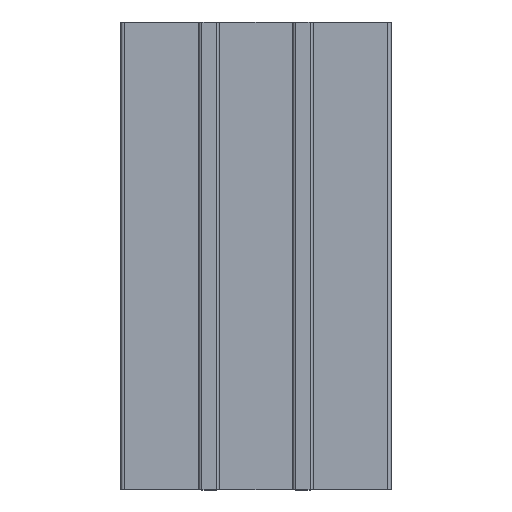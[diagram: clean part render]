
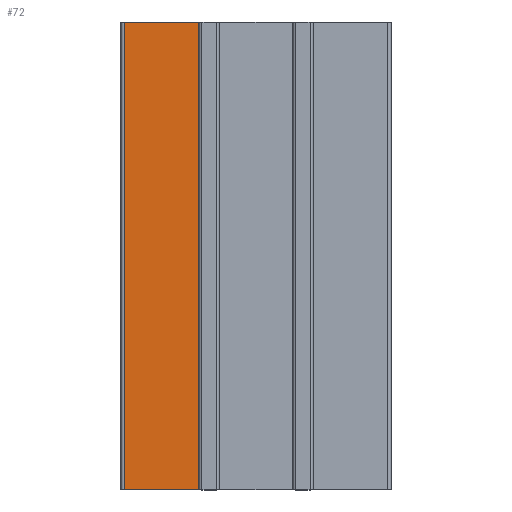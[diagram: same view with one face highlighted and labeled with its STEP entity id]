
A CAD part, top view. The second image highlights one B-rep face of the part: STEP entity #72.
In plain terms, the highlighted planar face has unit normal (0, 0, 1).
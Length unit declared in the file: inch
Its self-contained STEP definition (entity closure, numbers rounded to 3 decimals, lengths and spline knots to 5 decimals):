
#33=CARTESIAN_POINT('',(-0.6975,-2.97,0.2425));
#34=VERTEX_POINT('',#33);
#35=CARTESIAN_POINT('',(-0.6975,3.03,0.2425));
#36=VERTEX_POINT('',#35);
#37=CARTESIAN_POINT('',(-0.6975,0.03,0.2425));
#38=DIRECTION('',(0.0,1.0,-0.0));
#39=VECTOR('',#38,1.0);
#40=LINE('',#37,#39);
#41=EDGE_CURVE('',#34,#36,#40,.T.);
#42=ORIENTED_EDGE('',*,*,#41,.T.);
#43=CARTESIAN_POINT('',(-1.6575,3.03,0.2425));
#44=VERTEX_POINT('',#43);
#45=CARTESIAN_POINT('',(-1.6575,3.03,0.2425));
#46=DIRECTION('',(-1.0,-0.0,-0.0));
#47=VECTOR('',#46,1.0);
#48=LINE('',#45,#47);
#49=EDGE_CURVE('',#36,#44,#48,.T.);
#50=ORIENTED_EDGE('',*,*,#49,.T.);
#51=CARTESIAN_POINT('',(-1.6575,-2.97,0.2425));
#52=VERTEX_POINT('',#51);
#53=CARTESIAN_POINT('',(-1.6575,0.03,0.2425));
#54=DIRECTION('',(0.0,1.0,-0.0));
#55=VECTOR('',#54,1.0);
#56=LINE('',#53,#55);
#57=EDGE_CURVE('',#52,#44,#56,.T.);
#58=ORIENTED_EDGE('',*,*,#57,.F.);
#59=CARTESIAN_POINT('',(-1.6575,-2.97,0.2425));
#60=DIRECTION('',(1.0,0.0,0.0));
#61=VECTOR('',#60,1.0);
#62=LINE('',#59,#61);
#63=EDGE_CURVE('',#52,#34,#62,.T.);
#64=ORIENTED_EDGE('',*,*,#63,.T.);
#65=EDGE_LOOP('',(#42,#50,#58,#64));
#66=FACE_OUTER_BOUND('',#65,.T.);
#67=CARTESIAN_POINT('',(-1.1775,0.03,0.2425));
#68=DIRECTION('',(-0.0,0.0,1.0));
#69=DIRECTION('',(1.0,0.0,0.0));
#70=AXIS2_PLACEMENT_3D('',#67,#68,#69);
#71=PLANE('',#70);
#72=ADVANCED_FACE('',(#66),#71,.T.);
